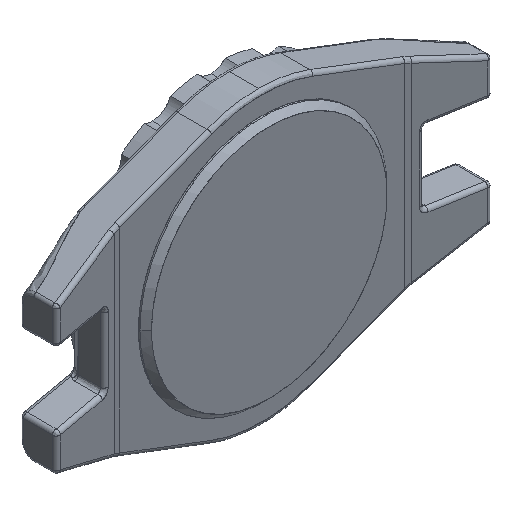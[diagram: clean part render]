
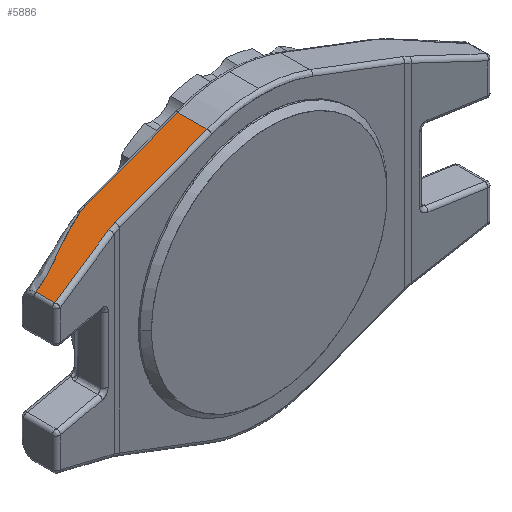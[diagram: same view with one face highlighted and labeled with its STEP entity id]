
A CAD part, isometric view. The second image highlights one B-rep face of the part: STEP entity #5886.
In plain terms, the highlighted free-form (B-spline) face has degree [1, 1] with [2, 2] control points.
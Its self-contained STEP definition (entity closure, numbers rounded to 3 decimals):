
#5886 = ADVANCED_FACE('',(#5887),#6022,.T.);
#5887 = FACE_BOUND('',#5888,.T.);
#5888 = EDGE_LOOP('',(#5889,#5900,#5907,#5914,#5921,#5930,#5937,#5944,
    #5952,#5960,#5968,#5976,#5984,#5992,#6000,#6008,#6016));
#5889 = ORIENTED_EDGE('',*,*,#5890,.T.);
#5890 = EDGE_CURVE('',#5891,#5893,#5895,.T.);
#5891 = VERTEX_POINT('',#5892);
#5892 = CARTESIAN_POINT('',(-17.86,43.878,
    99.552));
#5893 = VERTEX_POINT('',#5894);
#5894 = CARTESIAN_POINT('',(-16.721,43.978,
    99.985));
#5895 = ( BOUNDED_CURVE() B_SPLINE_CURVE(3,(#5896,#5897,#5898,#5899),
.UNSPECIFIED.,.F.,.F.) B_SPLINE_CURVE_WITH_KNOTS((4,4),(0.,1.),
.PIECEWISE_BEZIER_KNOTS.) CURVE() GEOMETRIC_REPRESENTATION_ITEM() 
RATIONAL_B_SPLINE_CURVE((1.,0.997,0.997,1.)) 
REPRESENTATION_ITEM('') );
#5896 = CARTESIAN_POINT('',(-17.86,43.878,
    99.552));
#5897 = CARTESIAN_POINT('',(-17.484,43.945,
    99.695));
#5898 = CARTESIAN_POINT('',(-17.103,43.978,
    99.84));
#5899 = CARTESIAN_POINT('',(-16.721,43.978,
    99.985));
#5900 = ORIENTED_EDGE('',*,*,#5901,.T.);
#5901 = EDGE_CURVE('',#5893,#5902,#5904,.T.);
#5902 = VERTEX_POINT('',#5903);
#5903 = CARTESIAN_POINT('',(1.697,43.978,
    106.98));
#5904 = B_SPLINE_CURVE_WITH_KNOTS('',1,(#5905,#5906),.UNSPECIFIED.,.F.,
  .F.,(2,2),(0.,13.52),.PIECEWISE_BEZIER_KNOTS.);
#5905 = CARTESIAN_POINT('',(-16.721,43.978,
    99.985));
#5906 = CARTESIAN_POINT('',(1.697,43.978,
    106.98));
#5907 = ORIENTED_EDGE('',*,*,#5908,.T.);
#5908 = EDGE_CURVE('',#5902,#5909,#5911,.T.);
#5909 = VERTEX_POINT('',#5910);
#5910 = CARTESIAN_POINT('',(1.697,38.149,
    106.98));
#5911 = B_SPLINE_CURVE_WITH_KNOTS('',1,(#5912,#5913),.UNSPECIFIED.,.F.,
  .F.,(2,2),(0.,4.),.PIECEWISE_BEZIER_KNOTS.);
#5912 = CARTESIAN_POINT('',(1.697,43.978,
    106.98));
#5913 = CARTESIAN_POINT('',(1.697,38.149,
    106.98));
#5914 = ORIENTED_EDGE('',*,*,#5915,.T.);
#5915 = EDGE_CURVE('',#5909,#5916,#5918,.T.);
#5916 = VERTEX_POINT('',#5917);
#5917 = CARTESIAN_POINT('',(-16.721,38.149,
    99.985));
#5918 = B_SPLINE_CURVE_WITH_KNOTS('',1,(#5919,#5920),.UNSPECIFIED.,.F.,
  .F.,(2,2),(0.,13.52),.PIECEWISE_BEZIER_KNOTS.);
#5919 = CARTESIAN_POINT('',(1.697,38.149,
    106.98));
#5920 = CARTESIAN_POINT('',(-16.721,38.149,
    99.985));
#5921 = ORIENTED_EDGE('',*,*,#5922,.T.);
#5922 = EDGE_CURVE('',#5916,#5923,#5925,.T.);
#5923 = VERTEX_POINT('',#5924);
#5924 = CARTESIAN_POINT('',(-18.113,38.027,
    99.456));
#5925 = ( BOUNDED_CURVE() B_SPLINE_CURVE(3,(#5926,#5927,#5928,#5929),
.UNSPECIFIED.,.F.,.F.) B_SPLINE_CURVE_WITH_KNOTS((4,4),(0.,1.),
.PIECEWISE_BEZIER_KNOTS.) CURVE() GEOMETRIC_REPRESENTATION_ITEM() 
RATIONAL_B_SPLINE_CURVE((1.,0.997,0.997,1.)) 
REPRESENTATION_ITEM('') );
#5926 = CARTESIAN_POINT('',(-16.721,38.149,
    99.985));
#5927 = CARTESIAN_POINT('',(-17.188,38.149,
    99.808));
#5928 = CARTESIAN_POINT('',(-17.653,38.108,
    99.631));
#5929 = CARTESIAN_POINT('',(-18.113,38.027,
    99.456));
#5930 = ORIENTED_EDGE('',*,*,#5931,.T.);
#5931 = EDGE_CURVE('',#5923,#5932,#5934,.T.);
#5932 = VERTEX_POINT('',#5933);
#5933 = CARTESIAN_POINT('',(-31.203,35.719,
    94.485));
#5934 = B_SPLINE_CURVE_WITH_KNOTS('',1,(#5935,#5936),.UNSPECIFIED.,.F.,
  .F.,(2,2),(0.,9.738),.PIECEWISE_BEZIER_KNOTS.);
#5935 = CARTESIAN_POINT('',(-18.113,38.027,
    99.456));
#5936 = CARTESIAN_POINT('',(-31.203,35.719,
    94.485));
#5937 = ORIENTED_EDGE('',*,*,#5938,.T.);
#5938 = EDGE_CURVE('',#5932,#5939,#5941,.T.);
#5939 = VERTEX_POINT('',#5940);
#5940 = CARTESIAN_POINT('',(-31.203,39.443,
    94.485));
#5941 = B_SPLINE_CURVE_WITH_KNOTS('',1,(#5942,#5943),.UNSPECIFIED.,.F.,
  .F.,(2,2),(0.,2.555),.PIECEWISE_BEZIER_KNOTS.);
#5942 = CARTESIAN_POINT('',(-31.203,35.719,
    94.485));
#5943 = CARTESIAN_POINT('',(-31.203,39.443,
    94.485));
#5944 = ORIENTED_EDGE('',*,*,#5945,.T.);
#5945 = EDGE_CURVE('',#5939,#5946,#5948,.T.);
#5946 = VERTEX_POINT('',#5947);
#5947 = CARTESIAN_POINT('',(-29.51,39.835,
    95.128));
#5948 = B_SPLINE_CURVE_WITH_KNOTS('',2,(#5949,#5950,#5951),
  .UNSPECIFIED.,.F.,.F.,(3,3),(0.,0.125),.PIECEWISE_BEZIER_KNOTS.);
#5949 = CARTESIAN_POINT('',(-31.203,39.443,
    94.485));
#5950 = CARTESIAN_POINT('',(-30.39,39.589,
    94.793));
#5951 = CARTESIAN_POINT('',(-29.51,39.835,
    95.128));
#5952 = ORIENTED_EDGE('',*,*,#5953,.T.);
#5953 = EDGE_CURVE('',#5946,#5954,#5956,.T.);
#5954 = VERTEX_POINT('',#5955);
#5955 = CARTESIAN_POINT('',(-27.839,40.368,
    95.763));
#5956 = B_SPLINE_CURVE_WITH_KNOTS('',2,(#5957,#5958,#5959),
  .UNSPECIFIED.,.F.,.F.,(3,3),(0.125,0.25),.PIECEWISE_BEZIER_KNOTS.);
#5957 = CARTESIAN_POINT('',(-29.51,39.835,
    95.128));
#5958 = CARTESIAN_POINT('',(-28.726,40.055,
    95.426));
#5959 = CARTESIAN_POINT('',(-27.839,40.368,
    95.763));
#5960 = ORIENTED_EDGE('',*,*,#5961,.T.);
#5961 = EDGE_CURVE('',#5954,#5962,#5964,.T.);
#5962 = VERTEX_POINT('',#5963);
#5963 = CARTESIAN_POINT('',(-26.182,40.994,
    96.392));
#5964 = B_SPLINE_CURVE_WITH_KNOTS('',2,(#5965,#5966,#5967),
  .UNSPECIFIED.,.F.,.F.,(3,3),(0.25,0.375),.PIECEWISE_BEZIER_KNOTS.);
#5965 = CARTESIAN_POINT('',(-27.839,40.368,
    95.763));
#5966 = CARTESIAN_POINT('',(-27.101,40.629,
    96.043));
#5967 = CARTESIAN_POINT('',(-26.182,40.994,
    96.392));
#5968 = ORIENTED_EDGE('',*,*,#5969,.T.);
#5969 = EDGE_CURVE('',#5962,#5970,#5972,.T.);
#5970 = VERTEX_POINT('',#5971);
#5971 = CARTESIAN_POINT('',(-25.357,41.327,
    96.705));
#5972 = B_SPLINE_CURVE_WITH_KNOTS('',2,(#5973,#5974,#5975),
  .UNSPECIFIED.,.F.,.F.,(3,3),(0.375,0.438),.PIECEWISE_BEZIER_KNOTS.);
#5973 = CARTESIAN_POINT('',(-26.182,40.994,
    96.392));
#5974 = CARTESIAN_POINT('',(-25.816,41.14,
    96.531));
#5975 = CARTESIAN_POINT('',(-25.357,41.327,
    96.705));
#5976 = ORIENTED_EDGE('',*,*,#5977,.T.);
#5977 = EDGE_CURVE('',#5970,#5978,#5980,.T.);
#5978 = VERTEX_POINT('',#5979);
#5979 = CARTESIAN_POINT('',(-24.532,41.666,
    97.018));
#5980 = B_SPLINE_CURVE_WITH_KNOTS('',2,(#5981,#5982,#5983),
  .UNSPECIFIED.,.F.,.F.,(3,3),(0.438,0.5),.PIECEWISE_BEZIER_KNOTS.);
#5981 = CARTESIAN_POINT('',(-25.357,41.327,
    96.705));
#5982 = CARTESIAN_POINT('',(-25.091,41.436,
    96.806));
#5983 = CARTESIAN_POINT('',(-24.532,41.666,
    97.018));
#5984 = ORIENTED_EDGE('',*,*,#5985,.T.);
#5985 = EDGE_CURVE('',#5978,#5986,#5988,.T.);
#5986 = VERTEX_POINT('',#5987);
#5987 = CARTESIAN_POINT('',(-23.708,42.005,
    97.331));
#5988 = B_SPLINE_CURVE_WITH_KNOTS('',2,(#5989,#5990,#5991),
  .UNSPECIFIED.,.F.,.F.,(3,3),(0.5,0.563),.PIECEWISE_BEZIER_KNOTS.);
#5989 = CARTESIAN_POINT('',(-24.532,41.666,
    97.018));
#5990 = CARTESIAN_POINT('',(-23.991,41.89,
    97.224));
#5991 = CARTESIAN_POINT('',(-23.708,42.005,
    97.331));
#5992 = ORIENTED_EDGE('',*,*,#5993,.T.);
#5993 = EDGE_CURVE('',#5986,#5994,#5996,.T.);
#5994 = VERTEX_POINT('',#5995);
#5995 = CARTESIAN_POINT('',(-22.882,42.338,
    97.645));
#5996 = B_SPLINE_CURVE_WITH_KNOTS('',2,(#5997,#5998,#5999),
  .UNSPECIFIED.,.F.,.F.,(3,3),(0.563,0.625),.PIECEWISE_BEZIER_KNOTS.);
#5997 = CARTESIAN_POINT('',(-23.708,42.005,
    97.331));
#5998 = CARTESIAN_POINT('',(-23.251,42.192,
    97.505));
#5999 = CARTESIAN_POINT('',(-22.882,42.338,
    97.645));
#6000 = ORIENTED_EDGE('',*,*,#6001,.T.);
#6001 = EDGE_CURVE('',#5994,#6002,#6004,.T.);
#6002 = VERTEX_POINT('',#6003);
#6003 = CARTESIAN_POINT('',(-21.225,42.962,
    98.274));
#6004 = B_SPLINE_CURVE_WITH_KNOTS('',2,(#6005,#6006,#6007),
  .UNSPECIFIED.,.F.,.F.,(3,3),(0.625,0.75),.PIECEWISE_BEZIER_KNOTS.);
#6005 = CARTESIAN_POINT('',(-22.882,42.338,
    97.645));
#6006 = CARTESIAN_POINT('',(-21.966,42.702,
    97.993));
#6007 = CARTESIAN_POINT('',(-21.225,42.962,
    98.274));
#6008 = ORIENTED_EDGE('',*,*,#6009,.T.);
#6009 = EDGE_CURVE('',#6002,#6010,#6012,.T.);
#6010 = VERTEX_POINT('',#6011);
#6011 = CARTESIAN_POINT('',(-19.554,43.491,
    98.909));
#6012 = B_SPLINE_CURVE_WITH_KNOTS('',2,(#6013,#6014,#6015),
  .UNSPECIFIED.,.F.,.F.,(3,3),(0.75,0.875),.PIECEWISE_BEZIER_KNOTS.);
#6013 = CARTESIAN_POINT('',(-21.225,42.962,
    98.274));
#6014 = CARTESIAN_POINT('',(-20.339,43.273,
    98.611));
#6015 = CARTESIAN_POINT('',(-19.554,43.491,
    98.909));
#6016 = ORIENTED_EDGE('',*,*,#6017,.T.);
#6017 = EDGE_CURVE('',#6010,#5891,#6018,.T.);
#6018 = B_SPLINE_CURVE_WITH_KNOTS('',2,(#6019,#6020,#6021),
  .UNSPECIFIED.,.F.,.F.,(3,3),(0.875,1.),.PIECEWISE_BEZIER_KNOTS.);
#6019 = CARTESIAN_POINT('',(-19.554,43.491,
    98.909));
#6020 = CARTESIAN_POINT('',(-18.673,43.735,
    99.244));
#6021 = CARTESIAN_POINT('',(-17.86,43.878,
    99.552));
#6022 = B_SPLINE_SURFACE_WITH_KNOTS('',1,1,(
    (#6023,#6024)
    ,(#6025,#6026
    )),.UNSPECIFIED.,.F.,.F.,.F.,(2,2),(2,2),(0.,1.),(0.,1.),
  .PIECEWISE_BEZIER_KNOTS.);
#6023 = CARTESIAN_POINT('',(1.697,35.669,
    106.98));
#6024 = CARTESIAN_POINT('',(1.697,43.978,
    106.98));
#6025 = CARTESIAN_POINT('',(-31.203,35.669,
    94.485));
#6026 = CARTESIAN_POINT('',(-31.203,43.978,
    94.485));
